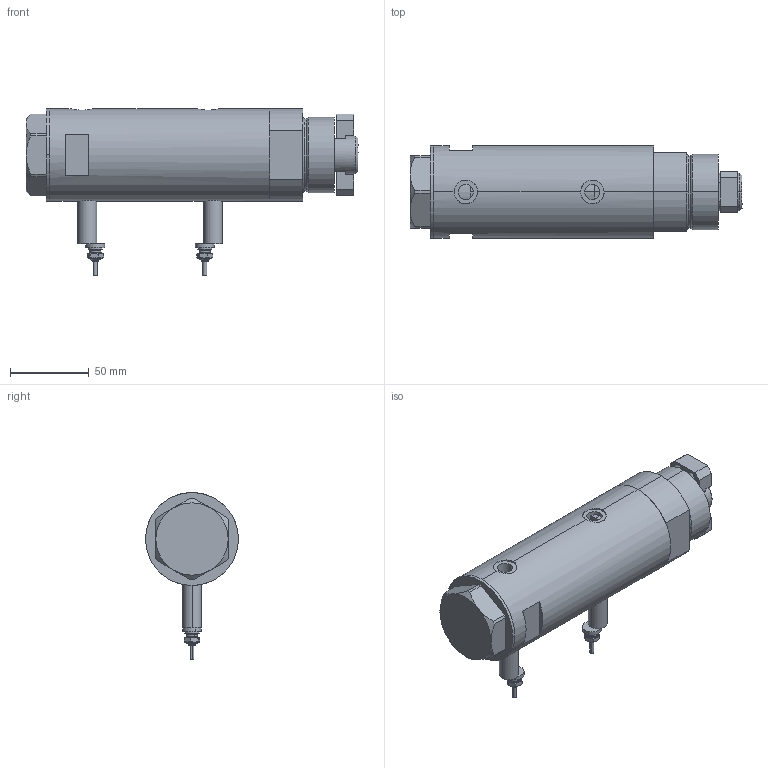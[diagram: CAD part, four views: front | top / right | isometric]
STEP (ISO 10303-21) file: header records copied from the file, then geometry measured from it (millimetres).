
FILE_DESCRIPTION (( 'STEP AP203' ), '1' );
FILE_NAME ('0d0f.STEP', '2024-02-12T01:18:31', ( '' ), ( '' ), 'SwSTEP 2.0', 'SolidWorks 2019', '' );
FILE_SCHEMA (( 'CONFIG_CONTROL_DESIGN' ));
Length unit declared in the file: millimetre
Products named in the file (7): V270CG_MIDDLE f185bb43392d9829e0c53f4db6c965c4; V270CG_BACK f185bb43392d9829e0c53f4db6c965c4; V270CG_FRONT f185bb43392d9829e0c53f4db6c965c4; 0d0f; Switch f185bb43392d9829e0c53f4db6c965c4; V270CG_VC f185bb43392d9829e0c53f4db6c965c4; V270CG_RF211D f185bb43392d9829e0c53f4db6c965c4
Assembly tree (8 placements, depth 2):
  0d0f
    V270CG_MIDDLE f185bb43392d9829e0c53f4db6c965c4
    V270CG_BACK f185bb43392d9829e0c53f4db6c965c4
    V270CG_FRONT f185bb43392d9829e0c53f4db6c965c4
    V270CG_VC f185bb43392d9829e0c53f4db6c965c4
    V270CG_RF211D f185bb43392d9829e0c53f4db6c965c4  x2
    Switch f185bb43392d9829e0c53f4db6c965c4  x2
Bounding box: 211.2 x 59 x 106.1 mm (x, y, z)
Volume: 497627.9 mm3; surface area: 107453.2 mm2
Topology: 8 solids, 8 shells, 252 faces, 557 edges, 343 vertices
Faces by surface type: plane 103, cylinder 85, cone 40, torus 24
Entity records: 6635 total; most frequent: CARTESIAN_POINT 1648, DIRECTION 939, ORIENTED_EDGE 826, EDGE_CURVE 413, AXIS2_PLACEMENT_3D 387, VERTEX_POINT 255, EDGE_LOOP 214, CIRCLE 190
